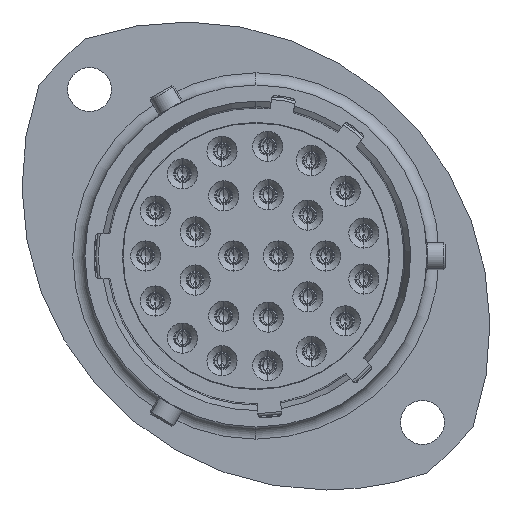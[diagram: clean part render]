
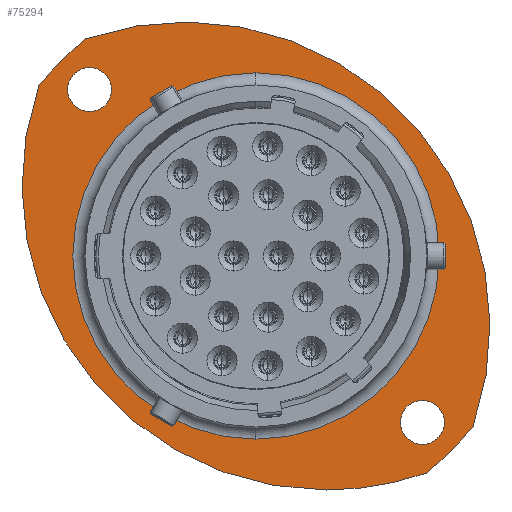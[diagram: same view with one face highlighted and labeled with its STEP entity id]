
A CAD part, left-side view. The second image highlights one B-rep face of the part: STEP entity #75294.
In plain terms, the highlighted planar face has unit normal (-1, 0, 0).
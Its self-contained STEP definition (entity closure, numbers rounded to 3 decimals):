
#318 = DIRECTION ( 'NONE',  ( 0., 0., -1. ) ) ;
#1506 = CARTESIAN_POINT ( 'NONE',  ( 15.98, 16.055, 12.585 ) ) ;
#2489 = CIRCLE ( 'NONE', #82558, 22.5 ) ;
#2750 = ORIENTED_EDGE ( 'NONE', *, *, #90889, .F. ) ;
#3350 = CIRCLE ( 'NONE', #6067, 22.5 ) ;
#3853 = CARTESIAN_POINT ( 'NONE',  ( 15.98, 0., 13.545 ) ) ;
#4571 = EDGE_CURVE ( 'NONE', #88501, #60174, #46457, .T. ) ;
#6067 = AXIS2_PLACEMENT_3D ( 'NONE', #90034, #45157, #318 ) ;
#10057 = CARTESIAN_POINT ( 'NONE',  ( 15.98, -12.304, -13.929 ) ) ;
#13979 = CIRCLE ( 'NONE', #59762, 1.625 ) ;
#15857 = EDGE_LOOP ( 'NONE', ( #59302, #52413 ) ) ;
#17325 = DIRECTION ( 'NONE',  ( -1., 0., 0. ) ) ;
#17836 = DIRECTION ( 'NONE',  ( -1., 0., 0. ) ) ;
#18576 = EDGE_CURVE ( 'NONE', #59886, #88408, #46095, .T. ) ;
#22048 = CARTESIAN_POINT ( 'NONE',  ( 15.98, 0., 0. ) ) ;
#22349 = ORIENTED_EDGE ( 'NONE', *, *, #4571, .T. ) ;
#23313 = CARTESIAN_POINT ( 'NONE',  ( 15.98, 12.304, 12.304 ) ) ;
#23451 = CIRCLE ( 'NONE', #58841, 13.545 ) ;
#23559 = FACE_BOUND ( 'NONE', #73426, .T. ) ;
#23600 = CARTESIAN_POINT ( 'NONE',  ( 15.98, -5.197, 5.197 ) ) ;
#24023 = AXIS2_PLACEMENT_3D ( 'NONE', #40936, #93392, #48520 ) ;
#25620 = VERTEX_POINT ( 'NONE', #76583 ) ;
#26116 = AXIS2_PLACEMENT_3D ( 'NONE', #62794, #17836, #70282 ) ;
#27492 = EDGE_CURVE ( 'NONE', #25620, #88501, #32450, .T. ) ;
#27603 = CIRCLE ( 'NONE', #24023, 20.4 ) ;
#27610 = ORIENTED_EDGE ( 'NONE', *, *, #72648, .F. ) ;
#28978 = ORIENTED_EDGE ( 'NONE', *, *, #70338, .T. ) ;
#29260 = AXIS2_PLACEMENT_3D ( 'NONE', #75994, #31123, #83572 ) ;
#29622 = DIRECTION ( 'NONE',  ( 0., 0., -1. ) ) ;
#29978 = CARTESIAN_POINT ( 'NONE',  ( 15.98, -12.304, -12.304 ) ) ;
#30877 = DIRECTION ( 'NONE',  ( 0., 0., -1. ) ) ;
#31123 = DIRECTION ( 'NONE',  ( -1., 0., 0. ) ) ;
#31177 = DIRECTION ( 'NONE',  ( 0., 0., -1. ) ) ;
#32450 = CIRCLE ( 'NONE', #26116, 22.5 ) ;
#33055 = CARTESIAN_POINT ( 'NONE',  ( 15.98, -5.197, -17.303 ) ) ;
#35601 = AXIS2_PLACEMENT_3D ( 'NONE', #22048, #74485, #29622 ) ;
#37367 = EDGE_CURVE ( 'NONE', #72241, #77451, #13979, .T. ) ;
#37573 = DIRECTION ( 'NONE',  ( 0., 0., -1. ) ) ;
#38326 = CARTESIAN_POINT ( 'NONE',  ( 15.98, -12.585, -16.055 ) ) ;
#39886 = CARTESIAN_POINT ( 'NONE',  ( 15.98, 0., 0. ) ) ;
#39997 = CARTESIAN_POINT ( 'NONE',  ( 15.98, -12.304, -10.679 ) ) ;
#40353 = DIRECTION ( 'NONE',  ( -1., 0., 0. ) ) ;
#40936 = CARTESIAN_POINT ( 'NONE',  ( 15.98, 0., 0. ) ) ;
#42631 = PLANE ( 'NONE',  #47562 ) ;
#42960 = DIRECTION ( 'NONE',  ( 1., 0., 0. ) ) ;
#44427 = ORIENTED_EDGE ( 'NONE', *, *, #96814, .T. ) ;
#45157 = DIRECTION ( 'NONE',  ( -1., 0., 0. ) ) ;
#45226 = EDGE_LOOP ( 'NONE', ( #96657, #28978, #70400, #94749, #22349 ) ) ;
#46095 = CIRCLE ( 'NONE', #35601, 13.545 ) ;
#46457 = CIRCLE ( 'NONE', #29260, 20.4 ) ;
#47444 = DIRECTION ( 'NONE',  ( 0., 0., -1. ) ) ;
#47562 = AXIS2_PLACEMENT_3D ( 'NONE', #87872, #42960, #95452 ) ;
#47610 = VERTEX_POINT ( 'NONE', #39997 ) ;
#48520 = DIRECTION ( 'NONE',  ( 0., 0., 1. ) ) ;
#50782 = EDGE_LOOP ( 'NONE', ( #27610, #2750 ) ) ;
#52413 = ORIENTED_EDGE ( 'NONE', *, *, #77505, .F. ) ;
#55494 = EDGE_CURVE ( 'NONE', #64857, #25620, #27603, .T. ) ;
#58841 = AXIS2_PLACEMENT_3D ( 'NONE', #39886, #92300, #47444 ) ;
#59302 = ORIENTED_EDGE ( 'NONE', *, *, #37367, .F. ) ;
#59762 = AXIS2_PLACEMENT_3D ( 'NONE', #23313, #75738, #30877 ) ;
#59828 = VERTEX_POINT ( 'NONE', #10057 ) ;
#59829 = ORIENTED_EDGE ( 'NONE', *, *, #18576, .T. ) ;
#59886 = VERTEX_POINT ( 'NONE', #3853 ) ;
#60174 = VERTEX_POINT ( 'NONE', #1506 ) ;
#61050 = AXIS2_PLACEMENT_3D ( 'NONE', #62289, #17325, #69794 ) ;
#61138 = FACE_OUTER_BOUND ( 'NONE', #45226, .T. ) ;
#61605 = CIRCLE ( 'NONE', #61050, 1.625 ) ;
#62289 = CARTESIAN_POINT ( 'NONE',  ( 15.98, 12.304, 12.304 ) ) ;
#62794 = CARTESIAN_POINT ( 'NONE',  ( 15.98, 5.197, -5.197 ) ) ;
#63523 = FACE_BOUND ( 'NONE', #15857, .T. ) ;
#64857 = VERTEX_POINT ( 'NONE', #38326 ) ;
#69167 = CARTESIAN_POINT ( 'NONE',  ( 15.98, 12.304, 13.929 ) ) ;
#69691 = EDGE_CURVE ( 'NONE', #60174, #89966, #2489, .T. ) ;
#69794 = DIRECTION ( 'NONE',  ( 0., 0., -1. ) ) ;
#70282 = DIRECTION ( 'NONE',  ( 0., 0., -1. ) ) ;
#70294 = CARTESIAN_POINT ( 'NONE',  ( 15.98, 0., -13.545 ) ) ;
#70338 = EDGE_CURVE ( 'NONE', #89966, #64857, #3350, .T. ) ;
#70400 = ORIENTED_EDGE ( 'NONE', *, *, #55494, .T. ) ;
#72241 = VERTEX_POINT ( 'NONE', #77866 ) ;
#72648 = EDGE_CURVE ( 'NONE', #59828, #47610, #88099, .T. ) ;
#73426 = EDGE_LOOP ( 'NONE', ( #44427, #59829 ) ) ;
#74485 = DIRECTION ( 'NONE',  ( 1., 0., 0. ) ) ;
#75294 = ADVANCED_FACE ( 'NONE', ( #81004, #23559, #63523, #61138 ), #42631, .F. ) ;
#75738 = DIRECTION ( 'NONE',  ( -1., 0., 0. ) ) ;
#75994 = CARTESIAN_POINT ( 'NONE',  ( 15.98, 0., 0. ) ) ;
#76038 = DIRECTION ( 'NONE',  ( -1., 0., 0. ) ) ;
#76583 = CARTESIAN_POINT ( 'NONE',  ( 15.98, -16.055, -12.585 ) ) ;
#77451 = VERTEX_POINT ( 'NONE', #69167 ) ;
#77505 = EDGE_CURVE ( 'NONE', #77451, #72241, #61605, .T. ) ;
#77866 = CARTESIAN_POINT ( 'NONE',  ( 15.98, 12.304, 10.679 ) ) ;
#81004 = FACE_BOUND ( 'NONE', #50782, .T. ) ;
#81902 = AXIS2_PLACEMENT_3D ( 'NONE', #85225, #40353, #92783 ) ;
#82395 = DIRECTION ( 'NONE',  ( -1., 0., 0. ) ) ;
#82558 = AXIS2_PLACEMENT_3D ( 'NONE', #23600, #76038, #31177 ) ;
#82611 = CIRCLE ( 'NONE', #81902, 1.625 ) ;
#83572 = DIRECTION ( 'NONE',  ( 0., 0., 1. ) ) ;
#85225 = CARTESIAN_POINT ( 'NONE',  ( 15.98, -12.304, -12.304 ) ) ;
#86981 = CARTESIAN_POINT ( 'NONE',  ( 15.98, 12.585, 16.055 ) ) ;
#87872 = CARTESIAN_POINT ( 'NONE',  ( 15.98, 12.645, 0. ) ) ;
#88099 = CIRCLE ( 'NONE', #90420, 1.625 ) ;
#88408 = VERTEX_POINT ( 'NONE', #70294 ) ;
#88501 = VERTEX_POINT ( 'NONE', #86981 ) ;
#89966 = VERTEX_POINT ( 'NONE', #33055 ) ;
#90034 = CARTESIAN_POINT ( 'NONE',  ( 15.98, -5.197, 5.197 ) ) ;
#90420 = AXIS2_PLACEMENT_3D ( 'NONE', #29978, #82395, #37573 ) ;
#90889 = EDGE_CURVE ( 'NONE', #47610, #59828, #82611, .T. ) ;
#92300 = DIRECTION ( 'NONE',  ( 1., 0., 0. ) ) ;
#92783 = DIRECTION ( 'NONE',  ( 0., 0., -1. ) ) ;
#93392 = DIRECTION ( 'NONE',  ( -1., 0., 0. ) ) ;
#94749 = ORIENTED_EDGE ( 'NONE', *, *, #27492, .T. ) ;
#95452 = DIRECTION ( 'NONE',  ( 0., 0., -1. ) ) ;
#96657 = ORIENTED_EDGE ( 'NONE', *, *, #69691, .T. ) ;
#96814 = EDGE_CURVE ( 'NONE', #88408, #59886, #23451, .T. ) ;
